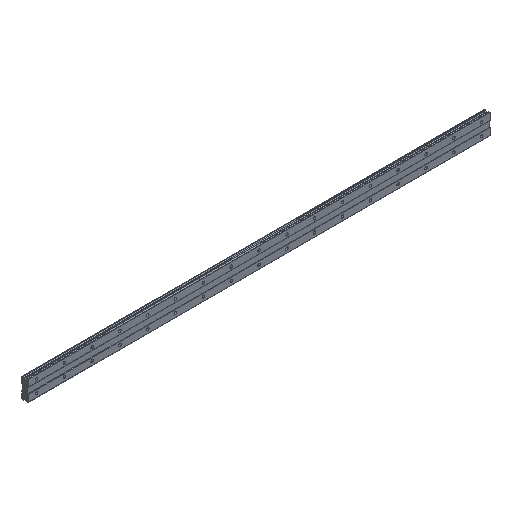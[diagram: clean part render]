
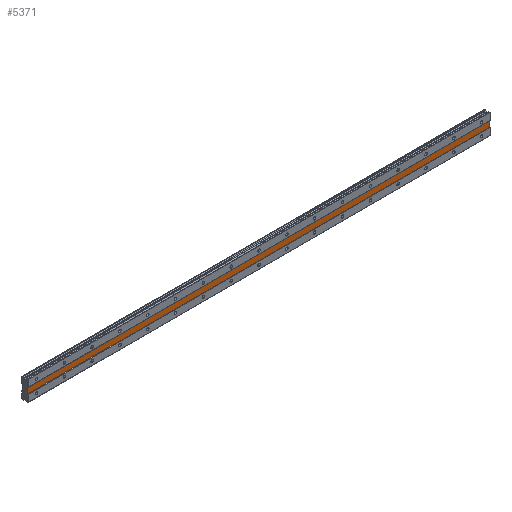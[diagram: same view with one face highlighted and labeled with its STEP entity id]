
A CAD part, isometric view. The second image highlights one B-rep face of the part: STEP entity #5371.
In plain terms, the highlighted planar face has unit normal (0, -1, 0).
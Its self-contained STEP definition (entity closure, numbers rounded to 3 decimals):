
#28 = CARTESIAN_POINT ( 'NONE',  ( 815., 0.5, 5. ) ) ;
#38 = VECTOR ( 'NONE', #1400, 1000. ) ;
#69 = CARTESIAN_POINT ( 'NONE',  ( -15., 0.5, 5. ) ) ;
#535 = DIRECTION ( 'NONE',  ( 0., 0., 1. ) ) ;
#631 = CARTESIAN_POINT ( 'NONE',  ( -15., 0.5, -5. ) ) ;
#838 = LINE ( 'NONE', #2812, #3604 ) ;
#893 = EDGE_CURVE ( 'NONE', #4637, #6110, #838, .T. ) ;
#955 = EDGE_CURVE ( 'NONE', #2674, #2352, #1479, .T. ) ;
#1036 = LINE ( 'NONE', #4083, #38 ) ;
#1294 = AXIS2_PLACEMENT_3D ( 'NONE', #1500, #1980, #535 ) ;
#1400 = DIRECTION ( 'NONE',  ( 0., 0., -1. ) ) ;
#1479 = LINE ( 'NONE', #28, #4942 ) ;
#1500 = CARTESIAN_POINT ( 'NONE',  ( 815., 0.5, 5. ) ) ;
#1980 = DIRECTION ( 'NONE',  ( 0., 1., 0. ) ) ;
#2002 = ORIENTED_EDGE ( 'NONE', *, *, #955, .T. ) ;
#2033 = DIRECTION ( 'NONE',  ( -1., 0., 0. ) ) ;
#2352 = VERTEX_POINT ( 'NONE', #69 ) ;
#2387 = EDGE_CURVE ( 'NONE', #2674, #4637, #1036, .T. ) ;
#2392 = ORIENTED_EDGE ( 'NONE', *, *, #2387, .F. ) ;
#2488 = CARTESIAN_POINT ( 'NONE',  ( 815., 0.5, -5. ) ) ;
#2551 = EDGE_CURVE ( 'NONE', #2352, #6110, #5665, .T. ) ;
#2674 = VERTEX_POINT ( 'NONE', #5910 ) ;
#2812 = CARTESIAN_POINT ( 'NONE',  ( 815., 0.5, -5. ) ) ;
#3201 = CARTESIAN_POINT ( 'NONE',  ( -15., 0.5, 18.34 ) ) ;
#3312 = EDGE_LOOP ( 'NONE', ( #4046, #2392, #2002, #5145 ) ) ;
#3409 = FACE_OUTER_BOUND ( 'NONE', #3312, .T. ) ;
#3604 = VECTOR ( 'NONE', #4017, 1000. ) ;
#4017 = DIRECTION ( 'NONE',  ( -1., 0., 0. ) ) ;
#4046 = ORIENTED_EDGE ( 'NONE', *, *, #893, .F. ) ;
#4083 = CARTESIAN_POINT ( 'NONE',  ( 815., 0.5, 18.34 ) ) ;
#4637 = VERTEX_POINT ( 'NONE', #2488 ) ;
#4942 = VECTOR ( 'NONE', #2033, 1000. ) ;
#5037 = PLANE ( 'NONE',  #1294 ) ;
#5116 = VECTOR ( 'NONE', #5693, 1000. ) ;
#5145 = ORIENTED_EDGE ( 'NONE', *, *, #2551, .T. ) ;
#5371 = ADVANCED_FACE ( 'NONE', ( #3409 ), #5037, .F. ) ;
#5665 = LINE ( 'NONE', #3201, #5116 ) ;
#5693 = DIRECTION ( 'NONE',  ( 0., 0., -1. ) ) ;
#5910 = CARTESIAN_POINT ( 'NONE',  ( 815., 0.5, 5. ) ) ;
#6110 = VERTEX_POINT ( 'NONE', #631 ) ;
